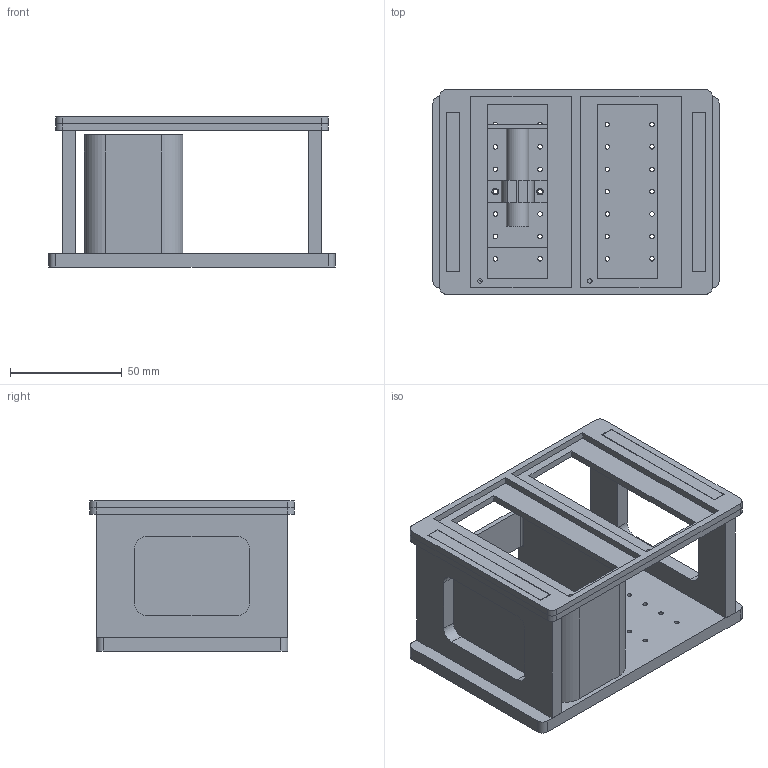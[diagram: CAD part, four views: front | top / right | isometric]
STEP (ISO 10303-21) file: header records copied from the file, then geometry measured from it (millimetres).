
FILE_DESCRIPTION(/* description */ (''),/* implementation_level */ '2;1');
FILE_NAME(/* name */ 'OT-2 Flow Cell and Camera Mount V2 v20.step',/* time_stamp */ '2019-11-05T11:51:58+01:00',/* author */ (''),/* organization */ (''),/* preprocessor_version */ 'ST-DEVELOPER v18',/* originating_system */ 'Autodesk Translation Framework v8.9.1.1155',/* authorisation */ '');
FILE_SCHEMA (('AUTOMOTIVE_DESIGN { 1 0 10303 214 3 1 1 }'));
Length unit declared in the file: millimetre
Products named in the file (4): OT-2 Flow Cell and Camera Mount V2; Camera Mount; Camera Mockup; Camera Isolation Shield
Assembly tree (3 placements, depth 2):
  OT-2 Flow Cell and Camera Mount V2
    Camera Mount
    Camera Mockup
    Camera Isolation Shield
Bounding box: 127.76 x 91.48 x 67 mm (x, y, z)
Volume: 158031.5 mm3; surface area: 96805.5 mm2
Topology: 8 solids, 8 shells, 192 faces, 533 edges, 356 vertices
Faces by surface type: plane 124, cylinder 68
Full cylindrical faces by diameter (mm): 2 x32, 2.5 x1, 3 x2, 4 x1, 10 x1
Entity records: 6491 total; most frequent: CARTESIAN_POINT 1089, DIRECTION 1071, ORIENTED_EDGE 1066, EDGE_CURVE 533, LINE 395, VECTOR 395, VERTEX_POINT 356, AXIS2_PLACEMENT_3D 338
